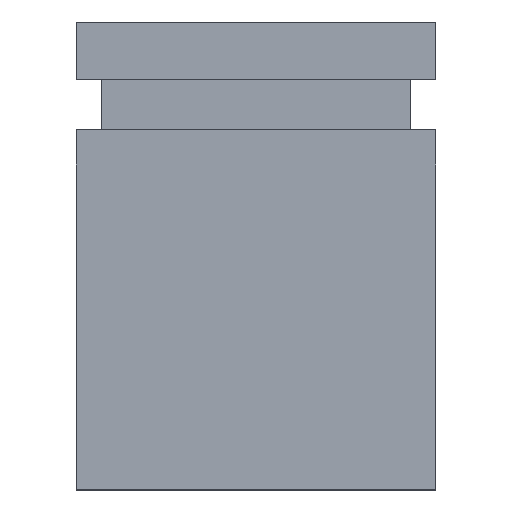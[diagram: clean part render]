
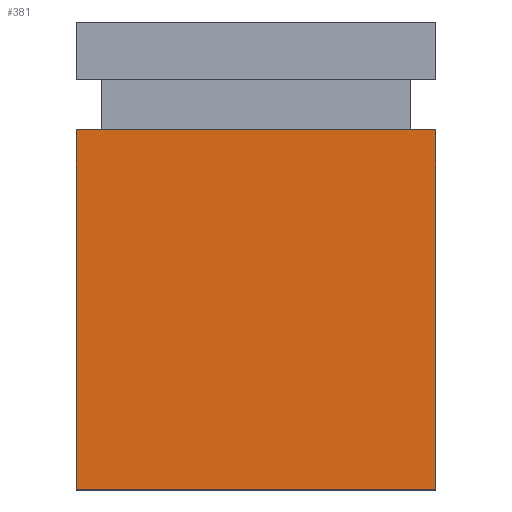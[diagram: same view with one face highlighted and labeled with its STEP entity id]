
A CAD part, top view. The second image highlights one B-rep face of the part: STEP entity #381.
In plain terms, the highlighted planar face has unit normal (0, 0, 1).
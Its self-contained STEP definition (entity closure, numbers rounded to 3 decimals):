
#41=FACE_OUTER_BOUND('',#63,.T.);
#63=EDGE_LOOP('',(#311,#312,#313,#314));
#107=LINE('',#587,#155);
#108=LINE('',#589,#156);
#109=LINE('',#591,#157);
#110=LINE('',#592,#158);
#155=VECTOR('',#485,5.);
#156=VECTOR('',#486,5.);
#157=VECTOR('',#487,5.);
#158=VECTOR('',#488,5.);
#191=VERTEX_POINT('',#585);
#192=VERTEX_POINT('',#586);
#193=VERTEX_POINT('',#588);
#194=VERTEX_POINT('',#590);
#235=EDGE_CURVE('',#191,#192,#107,.T.);
#236=EDGE_CURVE('',#193,#192,#108,.T.);
#237=EDGE_CURVE('',#194,#193,#109,.T.);
#238=EDGE_CURVE('',#194,#191,#110,.T.);
#311=ORIENTED_EDGE('',*,*,#235,.T.);
#312=ORIENTED_EDGE('',*,*,#236,.F.);
#313=ORIENTED_EDGE('',*,*,#237,.F.);
#314=ORIENTED_EDGE('',*,*,#238,.T.);
#359=PLANE('',#407);
#381=ADVANCED_FACE('',(#41),#359,.T.);
#407=AXIS2_PLACEMENT_3D('',#584,#483,#484);
#483=DIRECTION('center_axis',(0.,0.,
1.));
#484=DIRECTION('ref_axis',(0.,-1.,0.));
#485=DIRECTION('',(-1.,0.,0.));
#486=DIRECTION('',(0.,1.,0.));
#487=DIRECTION('',(-1.,0.,0.));
#488=DIRECTION('',(0.,1.,0.));
#584=CARTESIAN_POINT('Origin',(3.766,5.08,2.5));
#585=CARTESIAN_POINT('',(3.766,10.08,2.5));
#586=CARTESIAN_POINT('',(-1.234,10.08,2.5));
#587=CARTESIAN_POINT('',(3.766,10.08,2.5));
#588=CARTESIAN_POINT('',(-1.234,5.08,2.5));
#589=CARTESIAN_POINT('',(-1.234,5.08,2.5));
#590=CARTESIAN_POINT('',(3.766,5.08,2.5));
#591=CARTESIAN_POINT('',(3.766,5.08,2.5));
#592=CARTESIAN_POINT('',(3.766,5.08,2.5));
